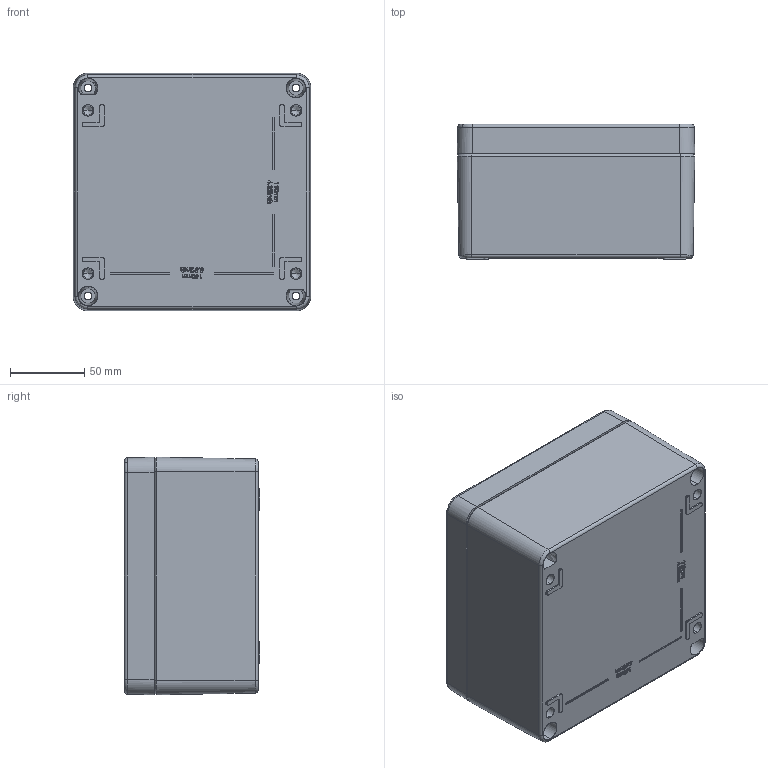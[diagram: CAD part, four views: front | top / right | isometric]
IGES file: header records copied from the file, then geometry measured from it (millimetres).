
Start section: SolidWorks IGES file using analytic representation for surfaces
Global section: file name: 160x160x91 CLOSE.IGS; native system: SolidWorks 2017; preprocessor: SolidWorks 2017; author: Admin; date: 230606.181252; units: millimetre
Bounding box: 160 x 91 x 160 mm (x, y, z)
Surface area: 227625.4 mm2 (no closed solid volume)
Topology: 0 solids, 0 shells, 1512 faces, 13446 edges, 13427 vertices
Faces by surface type: bspline 1149, revolution 363
